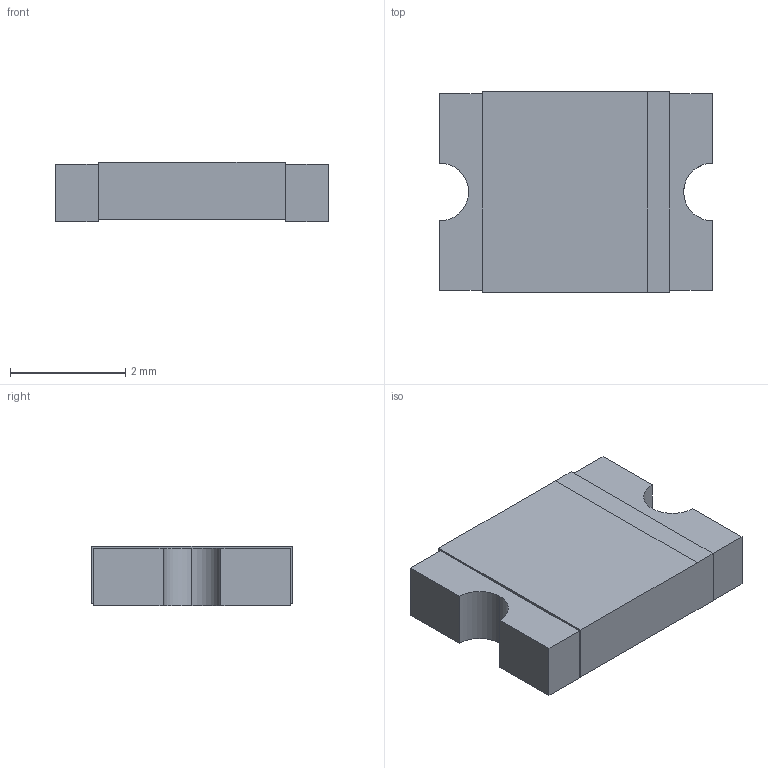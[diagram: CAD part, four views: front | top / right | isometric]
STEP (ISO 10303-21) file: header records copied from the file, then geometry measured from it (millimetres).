
FILE_DESCRIPTION(('FreeCAD Model'),'2;1');
FILE_NAME('43AFEDAC-1276-467B-8F94-0CB6E19F69D3.step' ,'2017-03-09T13:42:36',('Author'),(''), 'Open CASCADE STEP processor 6.8','FreeCAD','Unknown');
FILE_SCHEMA(('AUTOMOTIVE_DESIGN_CC2 { 1 2 10303 214 -1 1 5 4 }'));
Length unit declared in the file: millimetre
Products named in the file (2): ASSEMBLY; 43AFEDAC-1276-467B-8F94-0CB6E19F69D3
Assembly tree (1 placements, depth 2):
  ASSEMBLY
    43AFEDAC-1276-467B-8F94-0CB6E19F69D3
Bounding box: 4.74 x 3.48 x 1.03 mm (x, y, z)
Volume: 15.6 mm3; surface area: 49.2 mm2
Topology: 1 solids, 1 shells, 25 faces, 65 edges, 42 vertices
Faces by surface type: plane 22, cylinder 3
Entity records: 2075 total; most frequent: CARTESIAN_POINT 564, DIRECTION 241, LINE 171, VECTOR 171, ORIENTED_EDGE 130, PCURVE 130, DEFINITIONAL_REPRESENTATION 130, EDGE_CURVE 65
